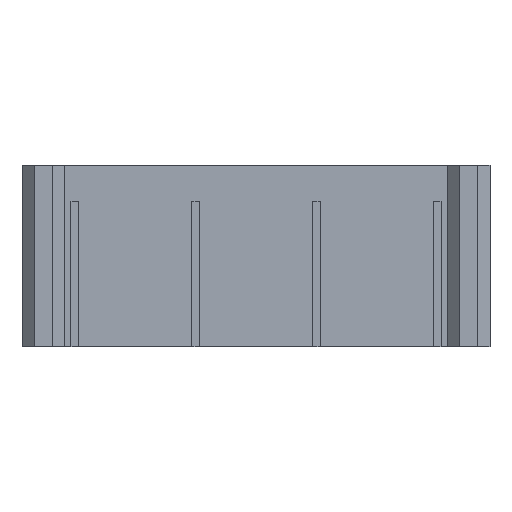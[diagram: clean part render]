
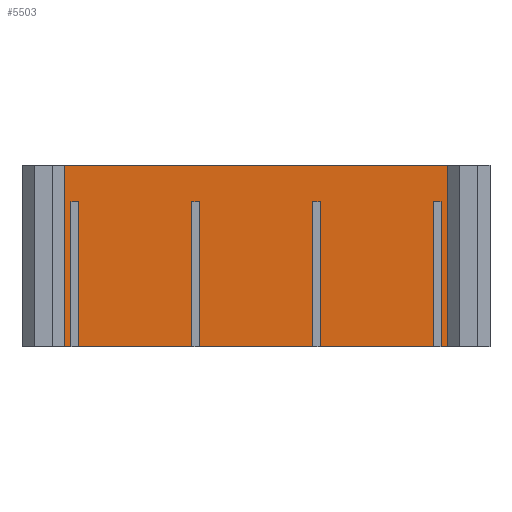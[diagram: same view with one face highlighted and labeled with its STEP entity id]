
A CAD part, front view. The second image highlights one B-rep face of the part: STEP entity #5503.
In plain terms, the highlighted free-form (B-spline) face has degree [1, 1] with [2, 2] control points.
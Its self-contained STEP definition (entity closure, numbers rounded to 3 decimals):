
#3391=CARTESIAN_POINT('V146',(1.286,-102.554,
   12.0));
#3392=VERTEX_POINT('V146',#3391);
#3398=CARTESIAN_POINT('V147',(1.286,-102.554,
   0.0));
#3399=VERTEX_POINT('V147',#3398);
#3400=CARTESIAN_POINT('E210',(1.286,-102.554,
   0.0));
#3401=CARTESIAN_POINT('E210',(1.286,-102.554,
   12.0));
#3402=QUASI_UNIFORM_CURVE('E210',1,(#3400,#3401),.POLYLINE_FORM.,.F.,
   .U.);
#3403=EDGE_CURVE('E210',#3399,#3392,#3402,.T.);
#3545=CARTESIAN_POINT('V8',(-0.764,-102.554,
   15.0));
#3546=VERTEX_POINT('V8',#3545);
#3553=CARTESIAN_POINT('V69',(-0.764,-102.554,
   0.0));
#3554=VERTEX_POINT('V69',#3553);
#3560=CARTESIAN_POINT('E72',(-0.764,-102.554,
   15.0));
#3561=CARTESIAN_POINT('E72',(-0.764,-102.554,
   0.0));
#3562=QUASI_UNIFORM_CURVE('E72',1,(#3560,#3561),.POLYLINE_FORM.,.F.,
   .U.);
#3563=EDGE_CURVE('E72',#3546,#3554,#3562,.T.);
#5093=CARTESIAN_POINT('V9',(33.936,-102.554,
   15.0));
#5094=VERTEX_POINT('V9',#5093);
#5100=CARTESIAN_POINT('V70',(33.936,-102.554,
   0.0));
#5101=VERTEX_POINT('V70',#5100);
#5102=CARTESIAN_POINT('E73',(33.936,-102.554,
   0.0));
#5103=CARTESIAN_POINT('E73',(33.936,-102.554,
   15.0));
#5104=QUASI_UNIFORM_CURVE('E73',1,(#5102,#5103),.POLYLINE_FORM.,.F.,
   .U.);
#5105=EDGE_CURVE('E73',#5101,#5094,#5104,.T.);
#5158=CARTESIAN_POINT('V160',(31.886,
   -102.554,0.0));
#5159=VERTEX_POINT('V160',#5158);
#5165=CARTESIAN_POINT('V157',(31.886,
   -102.554,12.0));
#5166=VERTEX_POINT('V157',#5165);
#5167=CARTESIAN_POINT('E234',(31.886,
   -102.554,12.0));
#5168=CARTESIAN_POINT('E234',(31.886,
   -102.554,0.0));
#5169=QUASI_UNIFORM_CURVE('E234',1,(#5167,#5168),.POLYLINE_FORM.,.F.,
   .U.);
#5170=EDGE_CURVE('E234',#5166,#5159,#5169,.T.);
#5186=CARTESIAN_POINT('V158',(31.286,
   -102.554,12.0));
#5187=VERTEX_POINT('V158',#5186);
#5188=CARTESIAN_POINT('E229',(31.286,
   -102.554,12.0));
#5189=CARTESIAN_POINT('E229',(31.886,
   -102.554,12.0));
#5190=QUASI_UNIFORM_CURVE('E229',1,(#5188,#5189),.POLYLINE_FORM.,.F.,
   .U.);
#5191=EDGE_CURVE('E229',#5187,#5166,#5190,.T.);
#5208=CARTESIAN_POINT('V159',(31.286,
   -102.554,0.0));
#5209=VERTEX_POINT('V159',#5208);
#5210=CARTESIAN_POINT('E231',(31.286,
   -102.554,0.0));
#5211=CARTESIAN_POINT('E231',(31.286,
   -102.554,12.0));
#5212=QUASI_UNIFORM_CURVE('E231',1,(#5210,#5211),.POLYLINE_FORM.,.F.,
   .U.);
#5213=EDGE_CURVE('E231',#5209,#5187,#5212,.T.);
#5266=CARTESIAN_POINT('V156',(21.886,
   -102.554,0.0));
#5267=VERTEX_POINT('V156',#5266);
#5273=CARTESIAN_POINT('V153',(21.886,
   -102.554,12.0));
#5274=VERTEX_POINT('V153',#5273);
#5275=CARTESIAN_POINT('E227',(21.886,
   -102.554,12.0));
#5276=CARTESIAN_POINT('E227',(21.886,
   -102.554,0.0));
#5277=QUASI_UNIFORM_CURVE('E227',1,(#5275,#5276),.POLYLINE_FORM.,.F.,
   .U.);
#5278=EDGE_CURVE('E227',#5274,#5267,#5277,.T.);
#5294=CARTESIAN_POINT('V154',(21.286,
   -102.554,12.0));
#5295=VERTEX_POINT('V154',#5294);
#5296=CARTESIAN_POINT('E222',(21.286,
   -102.554,12.0));
#5297=CARTESIAN_POINT('E222',(21.886,
   -102.554,12.0));
#5298=QUASI_UNIFORM_CURVE('E222',1,(#5296,#5297),.POLYLINE_FORM.,.F.,
   .U.);
#5299=EDGE_CURVE('E222',#5295,#5274,#5298,.T.);
#5316=CARTESIAN_POINT('V155',(21.286,
   -102.554,0.0));
#5317=VERTEX_POINT('V155',#5316);
#5318=CARTESIAN_POINT('E224',(21.286,
   -102.554,0.0));
#5319=CARTESIAN_POINT('E224',(21.286,
   -102.554,12.0));
#5320=QUASI_UNIFORM_CURVE('E224',1,(#5318,#5319),.POLYLINE_FORM.,.F.,
   .U.);
#5321=EDGE_CURVE('E224',#5317,#5295,#5320,.T.);
#5374=CARTESIAN_POINT('V152',(11.886,
   -102.554,0.0));
#5375=VERTEX_POINT('V152',#5374);
#5381=CARTESIAN_POINT('V149',(11.886,
   -102.554,12.0));
#5382=VERTEX_POINT('V149',#5381);
#5383=CARTESIAN_POINT('E220',(11.886,
   -102.554,12.0));
#5384=CARTESIAN_POINT('E220',(11.886,
   -102.554,0.0));
#5385=QUASI_UNIFORM_CURVE('E220',1,(#5383,#5384),.POLYLINE_FORM.,.F.,
   .U.);
#5386=EDGE_CURVE('E220',#5382,#5375,#5385,.T.);
#5402=CARTESIAN_POINT('V150',(11.286,
   -102.554,12.0));
#5403=VERTEX_POINT('V150',#5402);
#5404=CARTESIAN_POINT('E215',(11.286,
   -102.554,12.0));
#5405=CARTESIAN_POINT('E215',(11.886,
   -102.554,12.0));
#5406=QUASI_UNIFORM_CURVE('E215',1,(#5404,#5405),.POLYLINE_FORM.,.F.,
   .U.);
#5407=EDGE_CURVE('E215',#5403,#5382,#5406,.T.);
#5424=CARTESIAN_POINT('V151',(11.286,
   -102.554,0.0));
#5425=VERTEX_POINT('V151',#5424);
#5426=CARTESIAN_POINT('E217',(11.286,
   -102.554,0.0));
#5427=CARTESIAN_POINT('E217',(11.286,
   -102.554,12.0));
#5428=QUASI_UNIFORM_CURVE('E217',1,(#5426,#5427),.POLYLINE_FORM.,.F.,
   .U.);
#5429=EDGE_CURVE('E217',#5425,#5403,#5428,.T.);
#5440=CARTESIAN_POINT('F82',(-2.764,-102.554,
   0.0));
#5441=CARTESIAN_POINT('F82',(35.936,-102.554,
   0.0));
#5442=CARTESIAN_POINT('F82',(-2.764,-102.554,
   15.0));
#5443=CARTESIAN_POINT('F82',(35.936,-102.554,
   15.0));
#5444=B_SPLINE_SURFACE_WITH_KNOTS('F82',1,1,((#5440,#5442),(#5441,
   #5443)),.PLANE_SURF.,.F.,.F.,.U.,(2,2),(2,2),(0.0,
   2.58),(0.0,1.0),.UNSPECIFIED.);
#5445=CARTESIAN_POINT('V145',(1.886,-102.554,
   12.0));
#5446=VERTEX_POINT('V145',#5445);
#5447=CARTESIAN_POINT('E208',(1.286,-102.554,
   12.0));
#5448=CARTESIAN_POINT('E208',(1.886,-102.554,
   12.0));
#5449=QUASI_UNIFORM_CURVE('E208',1,(#5447,#5448),.POLYLINE_FORM.,.F.,
   .U.);
#5450=EDGE_CURVE('E208',#3392,#5446,#5449,.T.);
#5451=ORIENTED_EDGE('E208',*,*,#5450,.T.);
#5452=CARTESIAN_POINT('V148',(1.886,-102.554,
   0.0));
#5453=VERTEX_POINT('V148',#5452);
#5454=CARTESIAN_POINT('E213',(1.886,-102.554,
   12.0));
#5455=CARTESIAN_POINT('E213',(1.886,-102.554,
   0.0));
#5456=QUASI_UNIFORM_CURVE('E213',1,(#5454,#5455),.POLYLINE_FORM.,.F.,
   .U.);
#5457=EDGE_CURVE('E213',#5446,#5453,#5456,.T.);
#5458=ORIENTED_EDGE('E213',*,*,#5457,.T.);
#5459=CARTESIAN_POINT('E240',(11.286,
   -102.554,0.0));
#5460=CARTESIAN_POINT('E240',(1.886,-102.554,
   0.0));
#5461=B_SPLINE_CURVE_WITH_KNOTS('E240',1,(#5459,#5460),
   .POLYLINE_FORM.,.F.,.U.,(2,2),(0.637,
   0.88),.UNSPECIFIED.);
#5462=EDGE_CURVE('E240',#5425,#5453,#5461,.T.);
#5463=ORIENTED_EDGE('E240',*,*,#5462,.F.);
#5464=ORIENTED_EDGE('E217',*,*,#5429,.T.);
#5465=ORIENTED_EDGE('E215',*,*,#5407,.T.);
#5466=ORIENTED_EDGE('E220',*,*,#5386,.T.);
#5467=CARTESIAN_POINT('E239',(21.286,
   -102.554,0.0));
#5468=CARTESIAN_POINT('E239',(11.886,
   -102.554,0.0));
#5469=B_SPLINE_CURVE_WITH_KNOTS('E239',1,(#5467,#5468),
   .POLYLINE_FORM.,.F.,.U.,(2,2),(0.379,
   0.621),.UNSPECIFIED.);
#5470=EDGE_CURVE('E239',#5317,#5375,#5469,.T.);
#5471=ORIENTED_EDGE('E239',*,*,#5470,.F.);
#5472=ORIENTED_EDGE('E224',*,*,#5321,.T.);
#5473=ORIENTED_EDGE('E222',*,*,#5299,.T.);
#5474=ORIENTED_EDGE('E227',*,*,#5278,.T.);
#5475=CARTESIAN_POINT('E238',(31.286,
   -102.554,0.0));
#5476=CARTESIAN_POINT('E238',(21.886,
   -102.554,0.0));
#5477=B_SPLINE_CURVE_WITH_KNOTS('E238',1,(#5475,#5476),
   .POLYLINE_FORM.,.F.,.U.,(2,2),(0.12,
   0.363),.UNSPECIFIED.);
#5478=EDGE_CURVE('E238',#5209,#5267,#5477,.T.);
#5479=ORIENTED_EDGE('E238',*,*,#5478,.F.);
#5480=ORIENTED_EDGE('E231',*,*,#5213,.T.);
#5481=ORIENTED_EDGE('E229',*,*,#5191,.T.);
#5482=ORIENTED_EDGE('E234',*,*,#5170,.T.);
#5483=CARTESIAN_POINT('E237',(33.936,
   -102.554,0.0));
#5484=CARTESIAN_POINT('E237',(31.886,
   -102.554,0.0));
#5485=B_SPLINE_CURVE_WITH_KNOTS('E237',1,(#5483,#5484),
   .POLYLINE_FORM.,.F.,.U.,(2,2),(0.052,
   0.105),.UNSPECIFIED.);
#5486=EDGE_CURVE('E237',#5101,#5159,#5485,.T.);
#5487=ORIENTED_EDGE('E237',*,*,#5486,.F.);
#5488=ORIENTED_EDGE('E73',*,*,#5105,.T.);
#5489=CARTESIAN_POINT('E8',(-0.764,-102.554,
   15.0));
#5490=CARTESIAN_POINT('E8',(33.936,-102.554,
   15.0));
#5491=B_SPLINE_CURVE_WITH_KNOTS('E8',1,(#5489,#5490),.POLYLINE_FORM.,
   .F.,.U.,(2,2),(0.052,0.948),
   .UNSPECIFIED.);
#5492=EDGE_CURVE('E8',#3546,#5094,#5491,.T.);
#5493=ORIENTED_EDGE('E8',*,*,#5492,.F.);
#5494=ORIENTED_EDGE('F5',*,*,#3563,.T.);
#5495=CARTESIAN_POINT('E235',(1.286,-102.554,
   0.0));
#5496=CARTESIAN_POINT('E235',(-0.764,
   -102.554,0.0));
#5497=B_SPLINE_CURVE_WITH_KNOTS('E235',1,(#5495,#5496),
   .POLYLINE_FORM.,.F.,.U.,(2,2),(0.895,
   0.948),.UNSPECIFIED.);
#5498=EDGE_CURVE('E235',#3399,#3554,#5497,.T.);
#5499=ORIENTED_EDGE('E235',*,*,#5498,.F.);
#5500=ORIENTED_EDGE('E210',*,*,#3403,.T.);
#5501=EDGE_LOOP('F82',(#5451,#5458,#5463,#5464,#5465,#5466,#5471,
   #5472,#5473,#5474,#5479,#5480,#5481,#5482,#5487,#5488,#5493,#5494,
   #5499,#5500));
#5502=FACE_OUTER_BOUND('F82',#5501,.T.);
#5503=ADVANCED_FACE('F82',(#5502),#5444,.T.);
